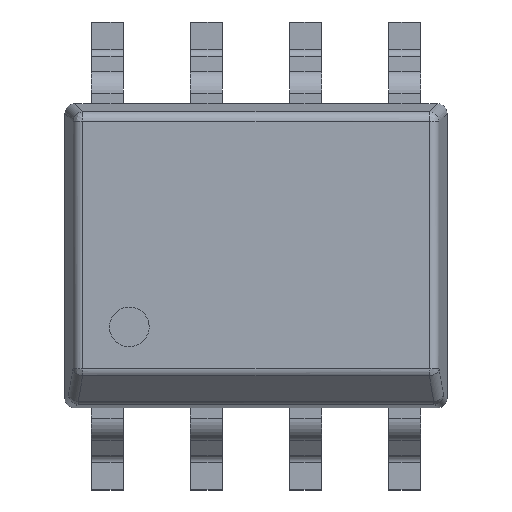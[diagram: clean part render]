
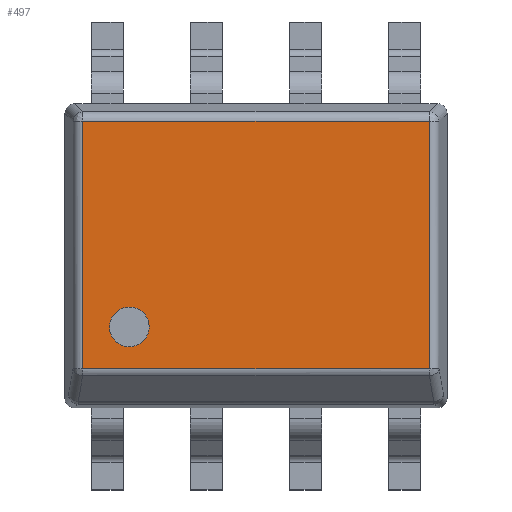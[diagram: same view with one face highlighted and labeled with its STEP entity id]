
A CAD part, top view. The second image highlights one B-rep face of the part: STEP entity #497.
In plain terms, the highlighted free-form (B-spline) face has degree [1, 1] with [2, 2] control points.
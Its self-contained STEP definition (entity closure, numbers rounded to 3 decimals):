
#24 = VERTEX_POINT('',#25);
#25 = CARTESIAN_POINT('',(-1.37,-0.911,1.7));
#30 = EDGE_CURVE('',#31,#24,#33,.T.);
#31 = VERTEX_POINT('',#32);
#32 = CARTESIAN_POINT('',(-1.879,-0.911,1.7));
#33 = ( BOUNDED_CURVE() B_SPLINE_CURVE(2,(#34,#35,#36,#37,#38),
.UNSPECIFIED.,.F.,.F.) B_SPLINE_CURVE_WITH_KNOTS((3,2,3),(3.142,
4.712,6.283),.PIECEWISE_BEZIER_KNOTS.) CURVE() 
GEOMETRIC_REPRESENTATION_ITEM() RATIONAL_B_SPLINE_CURVE((1.,
0.707,1.,0.707,1.)) REPRESENTATION_ITEM('') );
#34 = CARTESIAN_POINT('',(-1.879,-0.911,1.7));
#35 = CARTESIAN_POINT('',(-1.879,-1.166,1.7));
#36 = CARTESIAN_POINT('',(-1.624,-1.166,1.7));
#37 = CARTESIAN_POINT('',(-1.37,-1.166,1.7));
#38 = CARTESIAN_POINT('',(-1.37,-0.911,1.7));
#497 = ADVANCED_FACE('',(#498,#509),#539,.T.);
#498 = FACE_BOUND('',#499,.T.);
#499 = EDGE_LOOP('',(#500,#508));
#500 = ORIENTED_EDGE('',*,*,#501,.F.);
#501 = EDGE_CURVE('',#24,#31,#502,.T.);
#502 = ( BOUNDED_CURVE() B_SPLINE_CURVE(2,(#503,#504,#505,#506,#507),
.UNSPECIFIED.,.F.,.F.) B_SPLINE_CURVE_WITH_KNOTS((3,2,3),(0.,
1.571,3.142),.PIECEWISE_BEZIER_KNOTS.) CURVE() 
GEOMETRIC_REPRESENTATION_ITEM() RATIONAL_B_SPLINE_CURVE((1.,
0.707,1.,0.707,1.)) REPRESENTATION_ITEM('') );
#503 = CARTESIAN_POINT('',(-1.37,-0.911,1.7));
#504 = CARTESIAN_POINT('',(-1.37,-0.657,1.7));
#505 = CARTESIAN_POINT('',(-1.624,-0.657,1.7));
#506 = CARTESIAN_POINT('',(-1.879,-0.657,1.7));
#507 = CARTESIAN_POINT('',(-1.879,-0.911,1.7));
#508 = ORIENTED_EDGE('',*,*,#30,.F.);
#509 = FACE_BOUND('',#510,.T.);
#510 = EDGE_LOOP('',(#511,#520,#527,#534));
#511 = ORIENTED_EDGE('',*,*,#512,.T.);
#512 = EDGE_CURVE('',#513,#515,#517,.T.);
#513 = VERTEX_POINT('',#514);
#514 = CARTESIAN_POINT('',(2.222,-1.45,1.7));
#515 = VERTEX_POINT('',#516);
#516 = CARTESIAN_POINT('',(2.222,1.722,1.7));
#517 = B_SPLINE_CURVE_WITH_KNOTS('',1,(#518,#519),.UNSPECIFIED.,.F.,.F.,
  (2,2),(-1.45,1.722),.PIECEWISE_BEZIER_KNOTS.);
#518 = CARTESIAN_POINT('',(2.222,-1.45,1.7));
#519 = CARTESIAN_POINT('',(2.222,1.722,1.7));
#520 = ORIENTED_EDGE('',*,*,#521,.T.);
#521 = EDGE_CURVE('',#515,#522,#524,.T.);
#522 = VERTEX_POINT('',#523);
#523 = CARTESIAN_POINT('',(-2.222,1.722,1.7));
#524 = B_SPLINE_CURVE_WITH_KNOTS('',1,(#525,#526),.UNSPECIFIED.,.F.,.F.,
  (2,2),(-2.222,2.222),.PIECEWISE_BEZIER_KNOTS.);
#525 = CARTESIAN_POINT('',(2.222,1.722,1.7));
#526 = CARTESIAN_POINT('',(-2.222,1.722,1.7));
#527 = ORIENTED_EDGE('',*,*,#528,.T.);
#528 = EDGE_CURVE('',#522,#529,#531,.T.);
#529 = VERTEX_POINT('',#530);
#530 = CARTESIAN_POINT('',(-2.222,-1.45,1.7));
#531 = B_SPLINE_CURVE_WITH_KNOTS('',1,(#532,#533),.UNSPECIFIED.,.F.,.F.,
  (2,2),(-1.722,1.45),.PIECEWISE_BEZIER_KNOTS.);
#532 = CARTESIAN_POINT('',(-2.222,1.722,1.7));
#533 = CARTESIAN_POINT('',(-2.222,-1.45,1.7));
#534 = ORIENTED_EDGE('',*,*,#535,.T.);
#535 = EDGE_CURVE('',#529,#513,#536,.T.);
#536 = B_SPLINE_CURVE_WITH_KNOTS('',1,(#537,#538),.UNSPECIFIED.,.F.,.F.,
  (2,2),(-2.222,2.222),.PIECEWISE_BEZIER_KNOTS.);
#537 = CARTESIAN_POINT('',(-2.222,-1.45,1.7));
#538 = CARTESIAN_POINT('',(2.222,-1.45,1.7));
#539 = B_SPLINE_SURFACE_WITH_KNOTS('',1,1,(
    (#540,#541)
    ,(#542,#543
    )),.UNSPECIFIED.,.F.,.F.,.F.,(2,2),(2,2),(-2.222,
    2.222),(-1.45,1.722),
  .PIECEWISE_BEZIER_KNOTS.);
#540 = CARTESIAN_POINT('',(-2.222,-1.45,1.7));
#541 = CARTESIAN_POINT('',(-2.222,1.722,1.7));
#542 = CARTESIAN_POINT('',(2.222,-1.45,1.7));
#543 = CARTESIAN_POINT('',(2.222,1.722,1.7));
